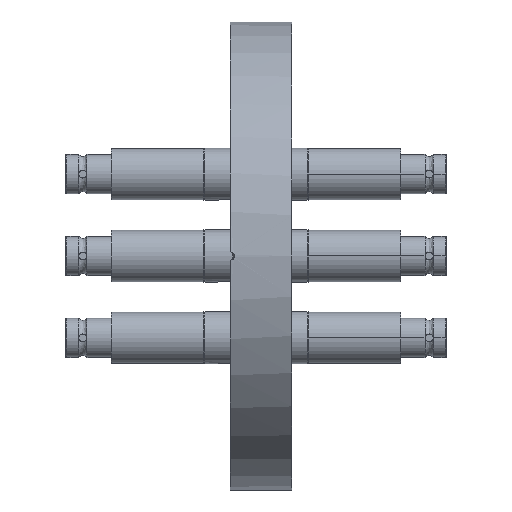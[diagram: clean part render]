
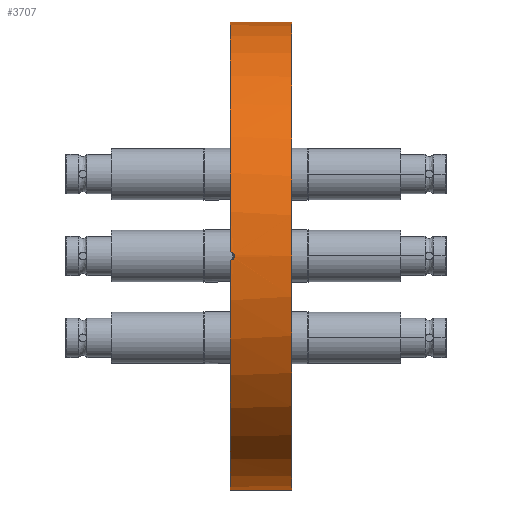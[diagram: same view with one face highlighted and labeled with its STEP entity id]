
A CAD part, left-side view. The second image highlights one B-rep face of the part: STEP entity #3707.
In plain terms, the highlighted cylindrical face has radius 57.15 mm (diameter 114.3 mm), a partial arc.
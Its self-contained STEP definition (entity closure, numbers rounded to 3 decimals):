
#61 = CARTESIAN_POINT ( 'NONE',  ( -57.15, -0.974, -0.261 ) ) ;
#75 = LINE ( 'NONE', #4660, #2140 ) ;
#196 = CARTESIAN_POINT ( 'NONE',  ( 0., 0., 57.15 ) ) ;
#387 = CIRCLE ( 'NONE', #1888, 57.15 ) ;
#447 = CARTESIAN_POINT ( 'NONE',  ( -57.147, -0.801, -0.613 ) ) ;
#528 = VERTEX_POINT ( 'NONE', #196 ) ;
#755 = CARTESIAN_POINT ( 'NONE',  ( 0., 0., -57.15 ) ) ;
#759 = CARTESIAN_POINT ( 'NONE',  ( -57.141, -0.132, 1. ) ) ;
#786 = ORIENTED_EDGE ( 'NONE', *, *, #1991, .T. ) ;
#828 = CARTESIAN_POINT ( 'NONE',  ( -57.141, -0.264, -1. ) ) ;
#889 = EDGE_CURVE ( 'NONE', #3816, #3249, #4448, .T. ) ;
#1140 = ORIENTED_EDGE ( 'NONE', *, *, #889, .F. ) ;
#1204 = CARTESIAN_POINT ( 'NONE',  ( -57.143, -0.504, 0.874 ) ) ;
#1355 = CARTESIAN_POINT ( 'NONE',  ( 0., -15., -57.15 ) ) ;
#1360 = VERTEX_POINT ( 'NONE', #3223 ) ;
#1395 = DIRECTION ( 'NONE',  ( 0., 1., 0. ) ) ;
#1436 = CARTESIAN_POINT ( 'NONE',  ( 0., -15., 0. ) ) ;
#1520 = CARTESIAN_POINT ( 'NONE',  ( 0., 0., 0. ) ) ;
#1585 = CARTESIAN_POINT ( 'NONE',  ( -57.147, -0.799, 0.615 ) ) ;
#1587 = FACE_OUTER_BOUND ( 'NONE', #2679, .T. ) ;
#1590 = EDGE_CURVE ( 'NONE', #1360, #4566, #2585, .T. ) ;
#1823 = DIRECTION ( 'NONE',  ( 0., 0., 1. ) ) ;
#1888 = AXIS2_PLACEMENT_3D ( 'NONE', #3754, #1395, #4131 ) ;
#1919 = DIRECTION ( 'NONE',  ( 0., 0., 1. ) ) ;
#1983 = CARTESIAN_POINT ( 'NONE',  ( -57.15, -0.974, 0.263 ) ) ;
#1991 = EDGE_CURVE ( 'NONE', #4566, #528, #75, .T. ) ;
#2096 = ORIENTED_EDGE ( 'NONE', *, *, #3384, .F. ) ;
#2140 = VECTOR ( 'NONE', #4308, 1000. ) ;
#2246 = CARTESIAN_POINT ( 'NONE',  ( 0., -15., 57.15 ) ) ;
#2250 = CARTESIAN_POINT ( 'NONE',  ( 0., -15., 0. ) ) ;
#2388 = CARTESIAN_POINT ( 'NONE',  ( -57.15, -1., -0.13 ) ) ;
#2396 = EDGE_CURVE ( 'NONE', #2469, #3249, #3672, .T. ) ;
#2469 = VERTEX_POINT ( 'NONE', #4814 ) ;
#2585 = CIRCLE ( 'NONE', #4842, 57.15 ) ;
#2662 = VECTOR ( 'NONE', #2932, 1000. ) ;
#2679 = EDGE_LOOP ( 'NONE', ( #2096, #3399, #786, #4753, #2912, #1140 ) ) ;
#2787 = CARTESIAN_POINT ( 'NONE',  ( -57.148, -0.874, -0.503 ) ) ;
#2912 = ORIENTED_EDGE ( 'NONE', *, *, #2396, .T. ) ;
#2932 = DIRECTION ( 'NONE',  ( 0., 1., 0. ) ) ;
#3035 = DIRECTION ( 'NONE',  ( 0., 1., 0. ) ) ;
#3182 = CARTESIAN_POINT ( 'NONE',  ( -57.143, -0.521, -0.893 ) ) ;
#3223 = CARTESIAN_POINT ( 'NONE',  ( 0., -15., -57.15 ) ) ;
#3249 = VERTEX_POINT ( 'NONE', #4801 ) ;
#3341 = LINE ( 'NONE', #1355, #2662 ) ;
#3384 = EDGE_CURVE ( 'NONE', #1360, #3816, #3341, .T. ) ;
#3399 = ORIENTED_EDGE ( 'NONE', *, *, #1590, .T. ) ;
#3552 = CARTESIAN_POINT ( 'NONE',  ( -57.141, 0., 1. ) ) ;
#3559 = CYLINDRICAL_SURFACE ( 'NONE', #4690, 57.15 ) ;
#3573 = CARTESIAN_POINT ( 'NONE',  ( -57.141, 0., -1. ) ) ;
#3672 = B_SPLINE_CURVE_WITH_KNOTS ( 'NONE', 3,
 ( #3552, #759, #4267, #1204, #3937, #1585, #4322, #1983, #4709, #2388, #61, #2787, #447, #3182, #828, #3573 ),
 .UNSPECIFIED., .F., .F.,
 ( 4, 2, 2, 2, 2, 2, 2, 4 ),
 ( 0., 0., 0.001, 0.001, 0.002, 0.002, 0.002, 0.003 ),
 .UNSPECIFIED. ) ;
#3707 = ADVANCED_FACE ( 'NONE', ( #1587 ), #3559, .T. ) ;
#3754 = CARTESIAN_POINT ( 'NONE',  ( 0., 0., 0. ) ) ;
#3816 = VERTEX_POINT ( 'NONE', #755 ) ;
#3937 = CARTESIAN_POINT ( 'NONE',  ( -57.144, -0.615, 0.799 ) ) ;
#4091 = EDGE_CURVE ( 'NONE', #2469, #528, #387, .T. ) ;
#4131 = DIRECTION ( 'NONE',  ( 0., 0., 1. ) ) ;
#4171 = DIRECTION ( 'NONE',  ( 0., 1., 0. ) ) ;
#4191 = DIRECTION ( 'NONE',  ( 0., 0., 1. ) ) ;
#4254 = DIRECTION ( 'NONE',  ( 0., 1., 0. ) ) ;
#4267 = CARTESIAN_POINT ( 'NONE',  ( -57.142, -0.262, 0.974 ) ) ;
#4308 = DIRECTION ( 'NONE',  ( 0., 1., 0. ) ) ;
#4322 = CARTESIAN_POINT ( 'NONE',  ( -57.148, -0.874, 0.503 ) ) ;
#4448 = CIRCLE ( 'NONE', #4936, 57.15 ) ;
#4566 = VERTEX_POINT ( 'NONE', #2246 ) ;
#4660 = CARTESIAN_POINT ( 'NONE',  ( 0., -15., 57.15 ) ) ;
#4690 = AXIS2_PLACEMENT_3D ( 'NONE', #2250, #3035, #4191 ) ;
#4709 = CARTESIAN_POINT ( 'NONE',  ( -57.15, -1., 0.131 ) ) ;
#4753 = ORIENTED_EDGE ( 'NONE', *, *, #4091, .F. ) ;
#4801 = CARTESIAN_POINT ( 'NONE',  ( -57.141, 0., -1. ) ) ;
#4814 = CARTESIAN_POINT ( 'NONE',  ( -57.141, 0., 1. ) ) ;
#4842 = AXIS2_PLACEMENT_3D ( 'NONE', #1436, #4171, #1823 ) ;
#4936 = AXIS2_PLACEMENT_3D ( 'NONE', #1520, #4254, #1919 ) ;
